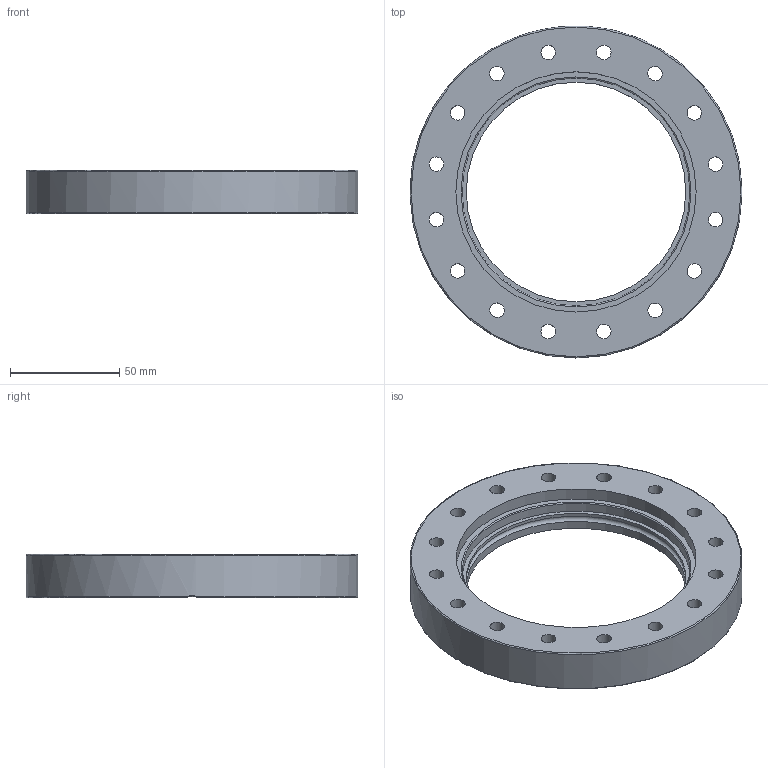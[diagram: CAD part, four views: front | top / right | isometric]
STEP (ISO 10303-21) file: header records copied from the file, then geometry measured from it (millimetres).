
FILE_DESCRIPTION((''),'2;1');
FILE_NAME('F100RB104T-316LNS.stp','2009-03-13T09:00:55',('hasers'),(''),'Autodesk Inventor 2008','Autodesk Inventor 2008','');
FILE_SCHEMA(('AUTOMOTIVE_DESIGN { 1 0 10303 214 1 1 1 1 }'));
Length unit declared in the file: millimetre
Products named in the file (4): F100RB104T-316LNS; i-F100RB104T-316LNS; CF-R [Subject [Summary]=-316LNS][Title [Summary]=F100ROT]; CF-R [Subject [Summary]=-316LNS][Title [Summary]=F100RIB104]
Assembly tree (3 placements, depth 3):
  F100RB104T-316LNS
    i-F100RB104T-316LNS
      CF-R [Subject [Summary]=-316LNS][Title [Summary]=F100ROT]
      CF-R [Subject [Summary]=-316LNS][Title [Summary]=F100RIB104]
Bounding box: 152 x 152 x 20 mm (x, y, z)
Volume: 175245 mm3; surface area: 56224.8 mm2
Topology: 2 solids, 2 shells, 45 faces, 127 edges, 87 vertices
Faces by surface type: bspline 24, torus 8, cylinder 5, plane 5, cone 3
Full cylindrical faces by diameter (mm): 120.4 x1, 121.2 x1, 152 x1
Entity records: 1708 total; most frequent: CARTESIAN_POINT 690, DIRECTION 180, ORIENTED_EDGE 144, EDGE_LOOP 116, AXIS2_PLACEMENT_3D 88, EDGE_CURVE 72, FACE_BOUND 71, VERTEX_POINT 66
